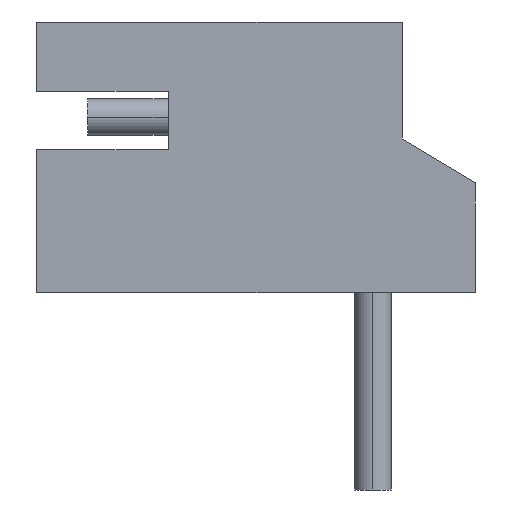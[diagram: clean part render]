
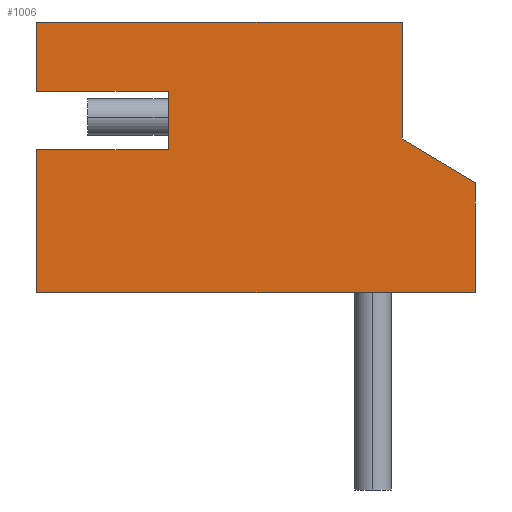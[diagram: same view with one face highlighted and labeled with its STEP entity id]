
A CAD part, left-side view. The second image highlights one B-rep face of the part: STEP entity #1006.
In plain terms, the highlighted planar face has unit normal (-1, 0, 0).
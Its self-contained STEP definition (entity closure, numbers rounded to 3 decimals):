
#550=CARTESIAN_POINT('',(-6.75,4.6,2.75));
#551=VERTEX_POINT('',#550);
#558=CARTESIAN_POINT('',(-6.75,4.6,3.7));
#559=VERTEX_POINT('',#558);
#560=CARTESIAN_POINT('',(-6.75,4.6,2.75));
#561=DIRECTION('',(0.0,0.0,1.0));
#562=VECTOR('',#561,0.95);
#563=LINE('',#560,#562);
#564=EDGE_CURVE('',#551,#559,#563,.T.);
#638=CARTESIAN_POINT('',(-6.75,-0.4,2.1));
#639=VERTEX_POINT('',#638);
#704=CARTESIAN_POINT('',(-6.75,-0.4,3.7));
#705=VERTEX_POINT('',#704);
#712=CARTESIAN_POINT('',(-6.75,-0.4,3.7));
#713=DIRECTION('',(0.0,0.0,-1.0));
#714=VECTOR('',#713,1.6);
#715=LINE('',#712,#714);
#716=EDGE_CURVE('',#705,#639,#715,.T.);
#742=CARTESIAN_POINT('',(-6.75,4.6,3.7));
#743=DIRECTION('',(0.0,-1.0,0.0));
#744=VECTOR('',#743,5.);
#745=LINE('',#742,#744);
#746=EDGE_CURVE('',#559,#705,#745,.T.);
#814=CARTESIAN_POINT('',(-6.75,4.6,0.));
#815=VERTEX_POINT('',#814);
#816=CARTESIAN_POINT('',(-6.75,4.6,1.95));
#817=VERTEX_POINT('',#816);
#818=CARTESIAN_POINT('',(-6.75,4.6,0.));
#819=DIRECTION('',(0.0,0.0,1.0));
#820=VECTOR('',#819,1.95);
#821=LINE('',#818,#820);
#822=EDGE_CURVE('',#815,#817,#821,.T.);
#874=CARTESIAN_POINT('',(-6.75,2.8,1.95));
#875=VERTEX_POINT('',#874);
#876=CARTESIAN_POINT('',(-6.75,2.8,1.95));
#877=DIRECTION('',(0.0,1.0,0.0));
#878=VECTOR('',#877,1.8);
#879=LINE('',#876,#878);
#880=EDGE_CURVE('',#875,#817,#879,.T.);
#898=CARTESIAN_POINT('',(-6.75,2.8,2.75));
#899=VERTEX_POINT('',#898);
#900=CARTESIAN_POINT('',(-6.75,2.8,2.75));
#901=DIRECTION('',(0.0,0.0,-1.0));
#902=VECTOR('',#901,0.8);
#903=LINE('',#900,#902);
#904=EDGE_CURVE('',#899,#875,#903,.T.);
#922=CARTESIAN_POINT('',(-6.75,4.6,2.75));
#923=DIRECTION('',(0.0,-1.0,0.0));
#924=VECTOR('',#923,1.8);
#925=LINE('',#922,#924);
#926=EDGE_CURVE('',#551,#899,#925,.T.);
#970=CARTESIAN_POINT('',(-6.75,-1.7,-0.185));
#971=DIRECTION('',(-1.0,0.0,0.0));
#972=DIRECTION('',(0.0,-1.0,0.0));
#973=AXIS2_PLACEMENT_3D('',#970,#971,#972);
#974=PLANE('',#973);
#975=ORIENTED_EDGE('',*,*,#926,.T.);
#976=ORIENTED_EDGE('',*,*,#904,.T.);
#977=ORIENTED_EDGE('',*,*,#880,.T.);
#978=ORIENTED_EDGE('',*,*,#822,.F.);
#979=CARTESIAN_POINT('',(-6.75,-1.4,0.));
#980=VERTEX_POINT('',#979);
#981=CARTESIAN_POINT('',(-6.75,-1.4,0.));
#982=DIRECTION('',(0.0,1.0,0.0));
#983=VECTOR('',#982,6.);
#984=LINE('',#981,#983);
#985=EDGE_CURVE('',#980,#815,#984,.T.);
#986=ORIENTED_EDGE('',*,*,#985,.F.);
#987=CARTESIAN_POINT('',(-6.75,-1.4,1.5));
#988=VERTEX_POINT('',#987);
#989=CARTESIAN_POINT('',(-6.75,-1.4,1.5));
#990=DIRECTION('',(0.0,0.0,-1.0));
#991=VECTOR('',#990,1.5);
#992=LINE('',#989,#991);
#993=EDGE_CURVE('',#988,#980,#992,.T.);
#994=ORIENTED_EDGE('',*,*,#993,.F.);
#995=CARTESIAN_POINT('',(-6.75,-0.4,2.1));
#996=DIRECTION('',(0.,-0.857,-0.514));
#997=VECTOR('',#996,1.166);
#998=LINE('',#995,#997);
#999=EDGE_CURVE('',#639,#988,#998,.T.);
#1000=ORIENTED_EDGE('',*,*,#999,.F.);
#1001=ORIENTED_EDGE('',*,*,#716,.F.);
#1002=ORIENTED_EDGE('',*,*,#746,.F.);
#1003=ORIENTED_EDGE('',*,*,#564,.F.);
#1004=EDGE_LOOP('',(#975,#976,#977,#978,#986,#994,#1000,#1001,#1002,#1003));
#1005=FACE_OUTER_BOUND('',#1004,.T.);
#1006=ADVANCED_FACE('',(#1005),#974,.T.);
